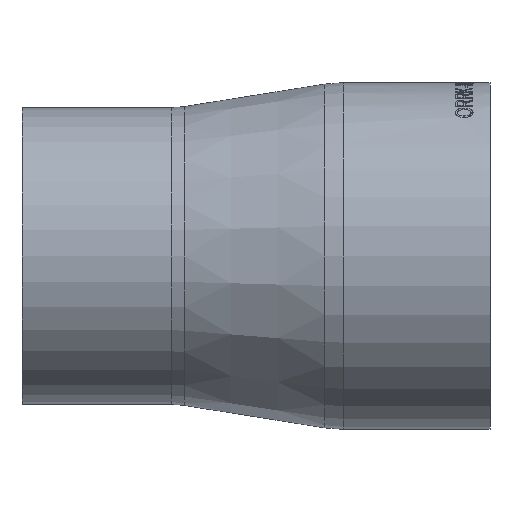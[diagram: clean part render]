
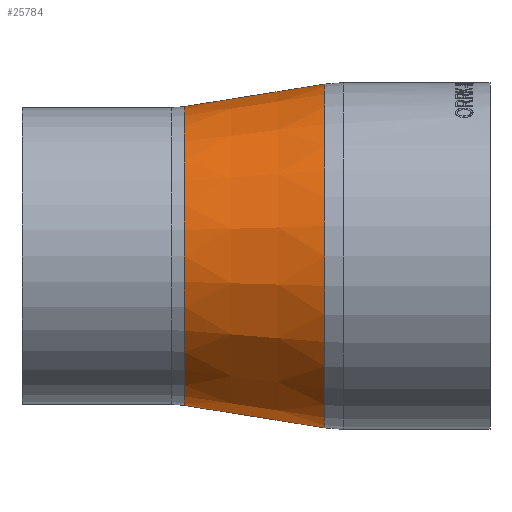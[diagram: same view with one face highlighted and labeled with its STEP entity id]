
A CAD part, left-side view. The second image highlights one B-rep face of the part: STEP entity #25784.
In plain terms, the highlighted conical face has half-angle 9.09 degrees and reference radius 38.314 mm.
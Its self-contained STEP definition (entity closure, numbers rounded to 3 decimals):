
#509 = AXIS2_PLACEMENT_3D ( 'NONE', #22706, #11990, #25080 ) ;
#1767 = EDGE_CURVE ( 'NONE', #7076, #7076, #19152, .T. ) ;
#2685 = DIRECTION ( 'NONE',  ( 0., -1., 0. ) ) ;
#3773 = DIRECTION ( 'NONE',  ( 0., -1., 0. ) ) ;
#7076 = VERTEX_POINT ( 'NONE', #17569 ) ;
#9693 = ORIENTED_EDGE ( 'NONE', *, *, #23018, .F. ) ;
#9871 = CARTESIAN_POINT ( 'NONE',  ( 0., 42.355, 0. ) ) ;
#10397 = CARTESIAN_POINT ( 'NONE',  ( 0., 42.355, -44.073 ) ) ;
#10891 = VERTEX_POINT ( 'NONE', #10397 ) ;
#10945 = FACE_OUTER_BOUND ( 'NONE', #14694, .T. ) ;
#10976 = AXIS2_PLACEMENT_3D ( 'NONE', #9871, #2685, #27184 ) ;
#11990 = DIRECTION ( 'NONE',  ( 0., -1., 0. ) ) ;
#14694 = EDGE_LOOP ( 'NONE', ( #9693 ) ) ;
#15230 = CIRCLE ( 'NONE', #10976, 44.073 ) ;
#16097 = FACE_BOUND ( 'NONE', #30219, .T. ) ;
#16438 = CARTESIAN_POINT ( 'NONE',  ( 0., 78.352, 0. ) ) ;
#17001 = AXIS2_PLACEMENT_3D ( 'NONE', #16438, #3773, #23674 ) ;
#17569 = CARTESIAN_POINT ( 'NONE',  ( 0., 78.352, -38.314 ) ) ;
#19152 = CIRCLE ( 'NONE', #509, 38.314 ) ;
#22315 = ORIENTED_EDGE ( 'NONE', *, *, #1767, .T. ) ;
#22358 = CONICAL_SURFACE ( 'NONE', #17001, 38.314, 0.159 ) ;
#22706 = CARTESIAN_POINT ( 'NONE',  ( 0., 78.352, 0. ) ) ;
#23018 = EDGE_CURVE ( 'NONE', #10891, #10891, #15230, .T. ) ;
#23674 = DIRECTION ( 'NONE',  ( 0., 0., -1. ) ) ;
#25080 = DIRECTION ( 'NONE',  ( 0., 0., -1. ) ) ;
#25784 = ADVANCED_FACE ( 'NONE', ( #10945, #16097 ), #22358, .T. ) ;
#27184 = DIRECTION ( 'NONE',  ( 0., 0., -1. ) ) ;
#30219 = EDGE_LOOP ( 'NONE', ( #22315 ) ) ;
